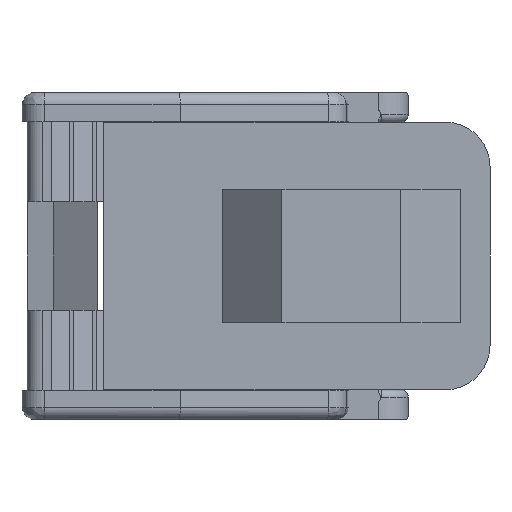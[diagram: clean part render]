
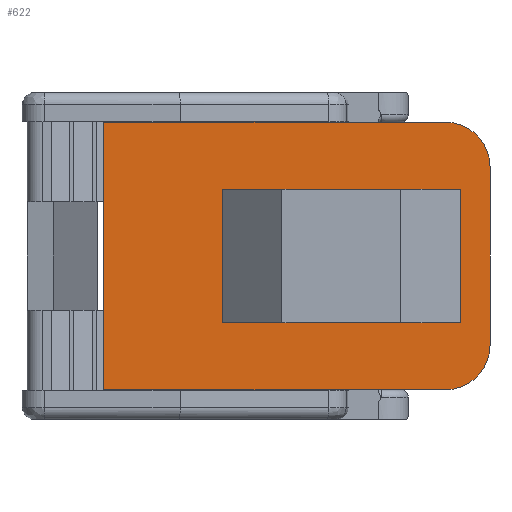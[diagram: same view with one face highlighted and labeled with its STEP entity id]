
A CAD part, front view. The second image highlights one B-rep face of the part: STEP entity #622.
In plain terms, the highlighted planar face has unit normal (0, -1, 0).
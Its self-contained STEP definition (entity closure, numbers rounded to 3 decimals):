
#513=CARTESIAN_POINT('',(5.07,-21.0,20.));
#514=DIRECTION('',(0.0,-1.0,0.0));
#515=DIRECTION('',(-1.0,0.0,0.0));
#516=AXIS2_PLACEMENT_3D('',#513,#514,#515);
#517=PLANE('',#516);
#518=CARTESIAN_POINT('',(5.07,-21.0,2.));
#519=VERTEX_POINT('',#518);
#520=CARTESIAN_POINT('',(28.07,-21.0,2.));
#521=VERTEX_POINT('',#520);
#522=CARTESIAN_POINT('',(5.07,-21.0,2.));
#523=DIRECTION('',(1.0,0.0,0.0));
#524=VECTOR('',#523,23.);
#525=LINE('',#522,#524);
#526=EDGE_CURVE('',#519,#521,#525,.T.);
#527=ORIENTED_EDGE('',*,*,#526,.T.);
#528=CARTESIAN_POINT('',(31.07,-21.0,5.));
#529=VERTEX_POINT('',#528);
#530=CARTESIAN_POINT('',(28.07,-21.0,5.));
#531=DIRECTION('',(0.0,-1.0,0.0));
#532=DIRECTION('',(1.0,0.0,0.0));
#533=AXIS2_PLACEMENT_3D('',#530,#531,#532);
#534=CIRCLE('',#533,3.);
#535=EDGE_CURVE('',#521,#529,#534,.T.);
#536=ORIENTED_EDGE('',*,*,#535,.T.);
#537=CARTESIAN_POINT('',(31.07,-21.0,17.0));
#538=VERTEX_POINT('',#537);
#539=CARTESIAN_POINT('',(31.07,-21.0,5.0));
#540=DIRECTION('',(0.0,0.0,1.0));
#541=VECTOR('',#540,12.0);
#542=LINE('',#539,#541);
#543=EDGE_CURVE('',#529,#538,#542,.T.);
#544=ORIENTED_EDGE('',*,*,#543,.T.);
#545=CARTESIAN_POINT('',(28.07,-21.0,20.0));
#546=VERTEX_POINT('',#545);
#547=CARTESIAN_POINT('',(28.07,-21.0,17.0));
#548=DIRECTION('',(0.0,-1.0,0.0));
#549=DIRECTION('',(1.0,0.0,0.0));
#550=AXIS2_PLACEMENT_3D('',#547,#548,#549);
#551=CIRCLE('',#550,3.);
#552=EDGE_CURVE('',#538,#546,#551,.T.);
#553=ORIENTED_EDGE('',*,*,#552,.T.);
#554=CARTESIAN_POINT('',(5.07,-21.0,20.));
#555=VERTEX_POINT('',#554);
#556=CARTESIAN_POINT('',(28.07,-21.,20.));
#557=DIRECTION('',(-1.0,0.0,0.0));
#558=VECTOR('',#557,23.0);
#559=LINE('',#556,#558);
#560=EDGE_CURVE('',#546,#555,#559,.T.);
#561=ORIENTED_EDGE('',*,*,#560,.T.);
#562=CARTESIAN_POINT('',(5.07,-21.0,20.));
#563=DIRECTION('',(0.0,0.0,-1.0));
#564=VECTOR('',#563,18.);
#565=LINE('',#562,#564);
#566=EDGE_CURVE('',#555,#519,#565,.T.);
#567=ORIENTED_EDGE('',*,*,#566,.T.);
#568=EDGE_LOOP('',(#527,#536,#544,#553,#561,#567));
#569=FACE_OUTER_BOUND('',#568,.T.);
#570=CARTESIAN_POINT('',(26.07,-21.0,6.5));
#571=VERTEX_POINT('',#570);
#572=CARTESIAN_POINT('',(26.07,-21.0,10.5));
#573=VERTEX_POINT('',#572);
#574=CARTESIAN_POINT('',(26.07,-21.0,6.5));
#575=DIRECTION('',(0.0,0.0,1.0));
#576=VECTOR('',#575,4.);
#577=LINE('',#574,#576);
#578=EDGE_CURVE('',#571,#573,#577,.T.);
#579=ORIENTED_EDGE('',*,*,#578,.F.);
#580=CARTESIAN_POINT('',(21.07,-21.0,6.5));
#581=VERTEX_POINT('',#580);
#582=CARTESIAN_POINT('',(21.07,-21.0,6.5));
#583=DIRECTION('',(1.0,0.0,0.0));
#584=VECTOR('',#583,5.);
#585=LINE('',#582,#584);
#586=EDGE_CURVE('',#581,#571,#585,.T.);
#587=ORIENTED_EDGE('',*,*,#586,.F.);
#588=CARTESIAN_POINT('',(16.07,-21.0,11.5));
#589=VERTEX_POINT('',#588);
#590=CARTESIAN_POINT('',(21.07,-21.0,11.5));
#591=DIRECTION('',(0.0,-1.0,0.0));
#592=DIRECTION('',(1.0,0.0,0.0));
#593=AXIS2_PLACEMENT_3D('',#590,#591,#592);
#594=CIRCLE('',#593,5.);
#595=EDGE_CURVE('',#589,#581,#594,.T.);
#596=ORIENTED_EDGE('',*,*,#595,.F.);
#597=CARTESIAN_POINT('',(16.07,-21.0,15.5));
#598=VERTEX_POINT('',#597);
#599=CARTESIAN_POINT('',(16.07,-21.0,15.5));
#600=DIRECTION('',(0.0,0.0,-1.0));
#601=VECTOR('',#600,4.);
#602=LINE('',#599,#601);
#603=EDGE_CURVE('',#598,#589,#602,.T.);
#604=ORIENTED_EDGE('',*,*,#603,.F.);
#605=CARTESIAN_POINT('',(21.07,-21.0,15.5));
#606=VERTEX_POINT('',#605);
#607=CARTESIAN_POINT('',(21.07,-21.,15.5));
#608=DIRECTION('',(-1.0,0.0,0.0));
#609=VECTOR('',#608,5.);
#610=LINE('',#607,#609);
#611=EDGE_CURVE('',#606,#598,#610,.T.);
#612=ORIENTED_EDGE('',*,*,#611,.F.);
#613=CARTESIAN_POINT('',(21.07,-21.0,10.5));
#614=DIRECTION('',(0.0,-1.0,0.0));
#615=DIRECTION('',(-1.0,0.0,0.0));
#616=AXIS2_PLACEMENT_3D('',#613,#614,#615);
#617=CIRCLE('',#616,5.);
#618=EDGE_CURVE('',#573,#606,#617,.T.);
#619=ORIENTED_EDGE('',*,*,#618,.F.);
#620=EDGE_LOOP('',(#579,#587,#596,#604,#612,#619));
#621=FACE_BOUND('',#620,.T.);
#622=ADVANCED_FACE('',(#569,#621),#517,.T.);
